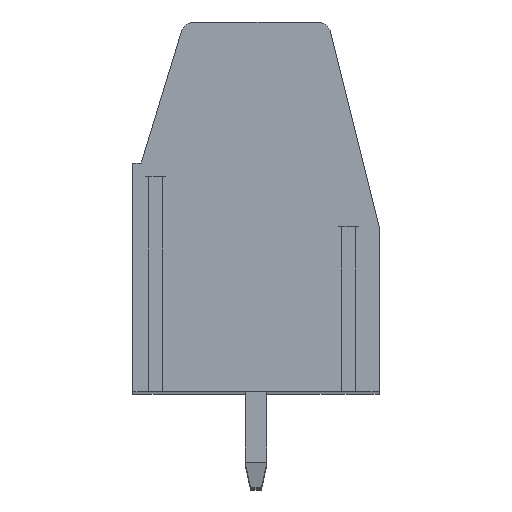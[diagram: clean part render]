
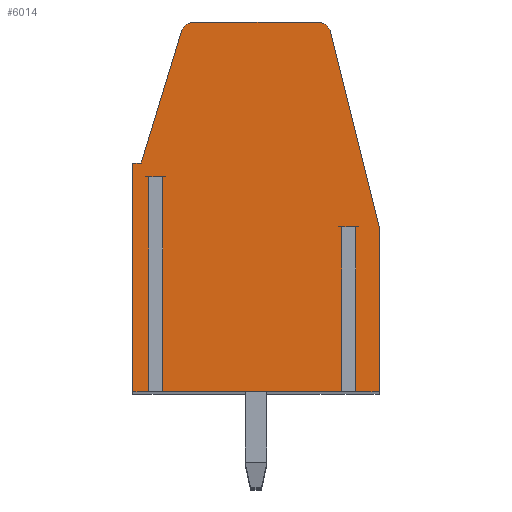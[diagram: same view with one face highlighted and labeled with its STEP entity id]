
A CAD part, top view. The second image highlights one B-rep face of the part: STEP entity #6014.
In plain terms, the highlighted planar face has unit normal (0, 0, 1).
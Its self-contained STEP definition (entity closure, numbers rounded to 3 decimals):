
#13=DIRECTION('',(-1.,0.,0.));
#14=VECTOR('',#13,0.503);
#15=CARTESIAN_POINT('',(-3.413,1.1,53.34));
#16=LINE('',#15,#14);
#17=DIRECTION('',(0.,1.,0.));
#18=VECTOR('',#17,7.85);
#19=CARTESIAN_POINT('',(-3.917,-6.75,53.34));
#20=LINE('',#19,#18);
#21=DIRECTION('',(1.,0.,0.));
#22=VECTOR('',#21,0.583);
#23=CARTESIAN_POINT('',(-4.5,-6.75,53.34));
#24=LINE('',#23,#22);
#25=DIRECTION('',(0.,-1.,0.));
#26=VECTOR('',#25,8.35);
#27=CARTESIAN_POINT('',(-4.5,1.6,53.34));
#28=LINE('',#27,#26);
#29=DIRECTION('',(-1.,0.,0.));
#30=VECTOR('',#29,0.31);
#31=CARTESIAN_POINT('',(-4.19,1.6,53.34));
#32=LINE('',#31,#30);
#33=DIRECTION('',(-0.292,-0.956,0.));
#34=VECTOR('',#33,5.015);
#35=CARTESIAN_POINT('',(-2.723,6.396,53.34));
#36=LINE('',#35,#34);
#37=CARTESIAN_POINT('',(-2.245,6.25,53.34));
#38=DIRECTION('',(0.,0.,1.));
#39=DIRECTION('',(0.,1.,0.));
#40=AXIS2_PLACEMENT_3D('',#37,#38,#39);
#42=DIRECTION('',(-1.,0.,0.));
#43=VECTOR('',#42,4.489);
#44=CARTESIAN_POINT('',(2.244,6.75,53.34));
#45=LINE('',#44,#43);
#46=CARTESIAN_POINT('',(2.244,6.25,53.34));
#47=DIRECTION('',(0.,0.,1.));
#48=DIRECTION('',(0.97,0.242,0.));
#49=AXIS2_PLACEMENT_3D('',#46,#47,#48);
#51=DIRECTION('',(-0.242,0.97,0.));
#52=VECTOR('',#51,7.318);
#53=CARTESIAN_POINT('',(4.5,-0.73,53.34));
#54=LINE('',#53,#52);
#55=DIRECTION('',(0.,1.,0.));
#56=VECTOR('',#55,6.02);
#57=CARTESIAN_POINT('',(4.5,-6.75,53.34));
#58=LINE('',#57,#56);
#59=DIRECTION('',(1.,0.,0.));
#60=VECTOR('',#59,0.863);
#61=CARTESIAN_POINT('',(3.637,-6.75,53.34));
#62=LINE('',#61,#60);
#63=DIRECTION('',(0.,1.,0.));
#64=VECTOR('',#63,6.02);
#65=CARTESIAN_POINT('',(3.637,-6.75,53.34));
#66=LINE('',#65,#64);
#67=DIRECTION('',(-1.,0.,0.));
#68=VECTOR('',#67,0.503);
#69=CARTESIAN_POINT('',(3.637,-0.73,53.34));
#70=LINE('',#69,#68);
#71=DIRECTION('',(0.,1.,0.));
#72=VECTOR('',#71,6.02);
#73=CARTESIAN_POINT('',(3.133,-6.75,53.34));
#74=LINE('',#73,#72);
#75=DIRECTION('',(1.,0.,0.));
#76=VECTOR('',#75,6.547);
#77=CARTESIAN_POINT('',(-3.413,-6.75,53.34));
#78=LINE('',#77,#76);
#79=DIRECTION('',(0.,1.,0.));
#80=VECTOR('',#79,7.85);
#81=CARTESIAN_POINT('',(-3.413,-6.75,53.34));
#82=LINE('',#81,#80);
#4697=CARTESIAN_POINT('',(4.5,-6.75,53.34));
#4698=CARTESIAN_POINT('',(4.5,-0.73,53.34));
#4699=VERTEX_POINT('',#4697);
#4700=VERTEX_POINT('',#4698);
#4701=CARTESIAN_POINT('',(2.73,6.371,53.34));
#4702=VERTEX_POINT('',#4701);
#4703=CARTESIAN_POINT('',(2.244,6.75,53.34));
#4704=VERTEX_POINT('',#4703);
#4705=CARTESIAN_POINT('',(-2.245,6.75,53.34));
#4706=VERTEX_POINT('',#4705);
#4707=CARTESIAN_POINT('',(-2.723,6.396,53.34));
#4708=VERTEX_POINT('',#4707);
#4709=CARTESIAN_POINT('',(-4.19,1.6,53.34));
#4710=VERTEX_POINT('',#4709);
#4711=CARTESIAN_POINT('',(-4.5,1.6,53.34));
#4712=VERTEX_POINT('',#4711);
#4713=CARTESIAN_POINT('',(-4.5,-6.75,53.34));
#4714=VERTEX_POINT('',#4713);
#4789=CARTESIAN_POINT('',(3.637,-0.73,53.34));
#4790=CARTESIAN_POINT('',(3.133,-0.73,53.34));
#4791=VERTEX_POINT('',#4789);
#4792=VERTEX_POINT('',#4790);
#4793=CARTESIAN_POINT('',(3.133,-6.75,53.34));
#4794=VERTEX_POINT('',#4793);
#4795=CARTESIAN_POINT('',(3.637,-6.75,53.34));
#4796=VERTEX_POINT('',#4795);
#4813=CARTESIAN_POINT('',(-3.413,1.1,53.34));
#4814=CARTESIAN_POINT('',(-3.917,1.1,53.34));
#4815=VERTEX_POINT('',#4813);
#4816=VERTEX_POINT('',#4814);
#4817=CARTESIAN_POINT('',(-3.413,-6.75,53.34));
#4818=VERTEX_POINT('',#4817);
#4819=CARTESIAN_POINT('',(-3.917,-6.75,53.34));
#4820=VERTEX_POINT('',#4819);
#5973=CARTESIAN_POINT('',(0.,0.,53.34));
#5974=DIRECTION('',(0.,0.,1.));
#5975=DIRECTION('',(1.,0.,0.));
#5976=AXIS2_PLACEMENT_3D('',#5973,#5974,#5975);
#5977=PLANE('',#5976);
#5979=ORIENTED_EDGE('',*,*,#5978,.T.);
#5981=ORIENTED_EDGE('',*,*,#5980,.F.);
#5983=ORIENTED_EDGE('',*,*,#5982,.F.);
#5985=ORIENTED_EDGE('',*,*,#5984,.F.);
#5987=ORIENTED_EDGE('',*,*,#5986,.F.);
#5989=ORIENTED_EDGE('',*,*,#5988,.F.);
#5991=ORIENTED_EDGE('',*,*,#5990,.F.);
#5993=ORIENTED_EDGE('',*,*,#5992,.F.);
#5995=ORIENTED_EDGE('',*,*,#5994,.F.);
#5997=ORIENTED_EDGE('',*,*,#5996,.F.);
#5999=ORIENTED_EDGE('',*,*,#5998,.F.);
#6001=ORIENTED_EDGE('',*,*,#6000,.F.);
#6003=ORIENTED_EDGE('',*,*,#6002,.T.);
#6005=ORIENTED_EDGE('',*,*,#6004,.T.);
#6007=ORIENTED_EDGE('',*,*,#6006,.F.);
#6009=ORIENTED_EDGE('',*,*,#6008,.F.);
#6011=ORIENTED_EDGE('',*,*,#6010,.T.);
#6012=EDGE_LOOP('',(#5979,#5981,#5983,#5985,#5987,#5989,#5991,#5993,#5995,#5997,
#5999,#6001,#6003,#6005,#6007,#6009,#6011));
#6013=FACE_OUTER_BOUND('',#6012,.F.);
#41=CIRCLE('',#40,0.5);
#50=CIRCLE('',#49,0.5);
#5978=EDGE_CURVE('',#4815,#4816,#16,.T.);
#5980=EDGE_CURVE('',#4820,#4816,#20,.T.);
#5982=EDGE_CURVE('',#4714,#4820,#24,.T.);
#5984=EDGE_CURVE('',#4712,#4714,#28,.T.);
#5986=EDGE_CURVE('',#4710,#4712,#32,.T.);
#5988=EDGE_CURVE('',#4708,#4710,#36,.T.);
#5990=EDGE_CURVE('',#4706,#4708,#41,.T.);
#5992=EDGE_CURVE('',#4704,#4706,#45,.T.);
#5994=EDGE_CURVE('',#4702,#4704,#50,.T.);
#5996=EDGE_CURVE('',#4700,#4702,#54,.T.);
#5998=EDGE_CURVE('',#4699,#4700,#58,.T.);
#6000=EDGE_CURVE('',#4796,#4699,#62,.T.);
#6002=EDGE_CURVE('',#4796,#4791,#66,.T.);
#6004=EDGE_CURVE('',#4791,#4792,#70,.T.);
#6006=EDGE_CURVE('',#4794,#4792,#74,.T.);
#6008=EDGE_CURVE('',#4818,#4794,#78,.T.);
#6010=EDGE_CURVE('',#4818,#4815,#82,.T.);
#6014=ADVANCED_FACE('',(#6013),#5977,.T.);
